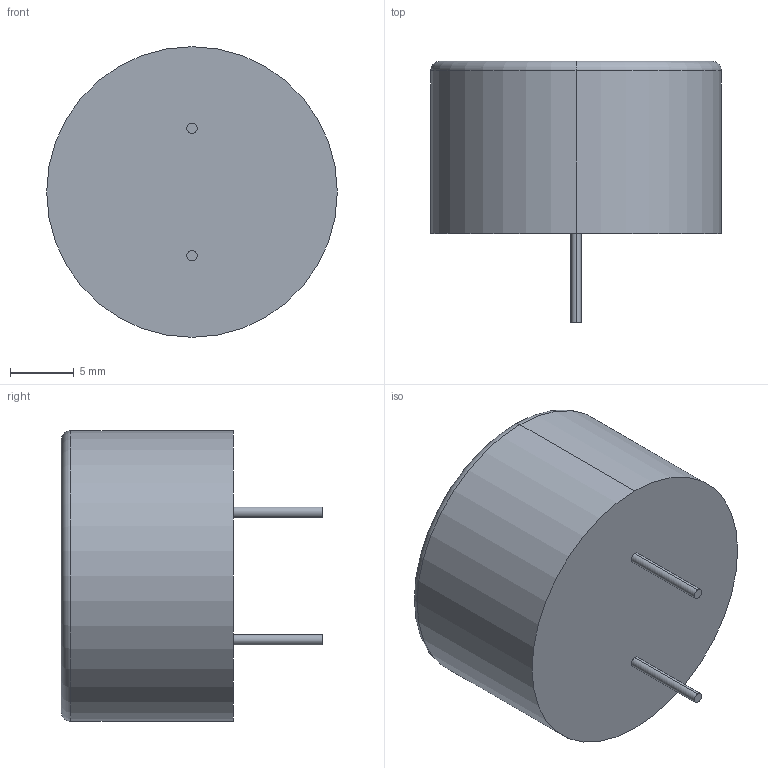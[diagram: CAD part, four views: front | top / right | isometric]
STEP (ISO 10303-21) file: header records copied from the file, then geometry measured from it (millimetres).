
FILE_DESCRIPTION (( 'STEP AP214' ), '1' );
FILE_NAME ('CUI_DEVICES_CEP-1106.step', '2019-10-20T21:32:35', ( '' ), ( '' ), 'SwSTEP 2.0', 'SolidWorks 2019', '' );
FILE_SCHEMA (( 'AUTOMOTIVE_DESIGN' ));
Length unit declared in the file: inch
Products named in the file (1): CUI_DEVICES_CEP-1106
Bounding box: 22.8 x 20.5 x 22.8 mm (x, y, z)
Volume: 5453.7 mm3; surface area: 1841.6 mm2
Topology: 1 solids, 1 shells, 15 faces, 28 edges, 18 vertices
Faces by surface type: cylinder 8, plane 5, torus 2
Entity records: 621 total; most frequent: DIRECTION 80, CARTESIAN_POINT 62, ORIENTED_EDGE 56, AXIS2_PLACEMENT_3D 36, EDGE_CURVE 28, CIRCLE 20, VERTEX_POINT 18, LENGTH_MEASURE_WITH_UNIT 18
